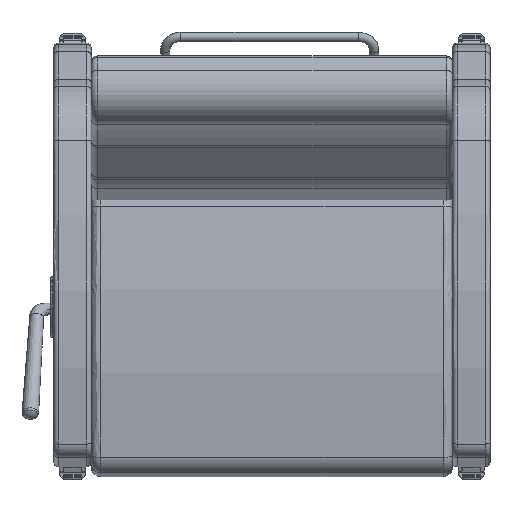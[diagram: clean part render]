
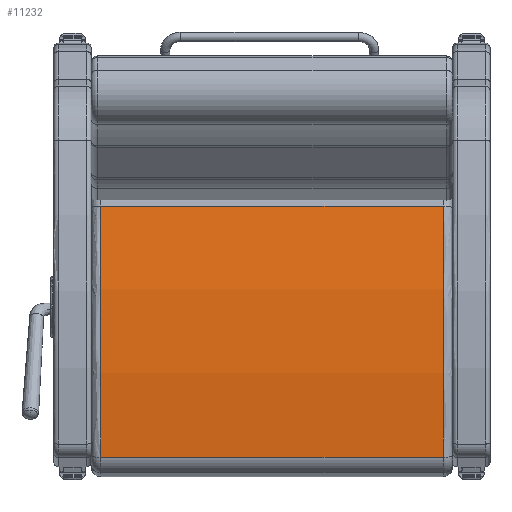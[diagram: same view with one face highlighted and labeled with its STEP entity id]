
A CAD part, front view. The second image highlights one B-rep face of the part: STEP entity #11232.
In plain terms, the highlighted free-form (B-spline) face has degree [1, 2] with [2, 3] control points.
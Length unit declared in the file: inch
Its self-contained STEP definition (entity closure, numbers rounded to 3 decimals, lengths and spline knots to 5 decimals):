
#270=(
BOUNDED_SURFACE()
B_SPLINE_SURFACE(1,2,((#18038,#18039,#18040),(#18041,#18042,#18043)),
 .UNSPECIFIED.,.F.,.F.,.F.)
B_SPLINE_SURFACE_WITH_KNOTS((2,2),(3,3),(-0.22896,0.22896),
(1.36178,1.69928),.UNSPECIFIED.)
GEOMETRIC_REPRESENTATION_ITEM()
RATIONAL_B_SPLINE_SURFACE(((1.,0.986,1.),(1.,0.986,
1.)))
REPRESENTATION_ITEM('')
SURFACE()
);
#487=ELLIPSE('',#12277,60.05357,60.);
#497=ELLIPSE('',#12305,60.05357,60.);
#1117=FACE_OUTER_BOUND('',#1862,.T.);
#1862=EDGE_LOOP('',(#7743,#7744,#7745,#7746));
#2700=LINE('',#18036,#3443);
#2701=LINE('',#18045,#3444);
#3443=VECTOR('',#13997,0.3937);
#3444=VECTOR('',#14000,0.3937);
#4926=VERTEX_POINT('',#17828);
#4927=VERTEX_POINT('',#17829);
#4952=VERTEX_POINT('',#18035);
#4953=VERTEX_POINT('',#18044);
#5990=EDGE_CURVE('',#4926,#4927,#487,.T.);
#6028=EDGE_CURVE('',#4927,#4952,#2700,.T.);
#6030=EDGE_CURVE('',#4926,#4953,#2701,.T.);
#6031=EDGE_CURVE('',#4952,#4953,#497,.T.);
#7743=ORIENTED_EDGE('',*,*,#5990,.F.);
#7744=ORIENTED_EDGE('',*,*,#6030,.T.);
#7745=ORIENTED_EDGE('',*,*,#6031,.F.);
#7746=ORIENTED_EDGE('',*,*,#6028,.F.);
#11232=ADVANCED_FACE('',(#1117),#270,.F.);
#12277=AXIS2_PLACEMENT_3D('',#17830,#13929,#13930);
#12305=AXIS2_PLACEMENT_3D('',#18046,#14001,#14002);
#13929=DIRECTION('center_axis',(0.,0.,-1.));
#13930=DIRECTION('ref_axis',(1.,0.,0.));
#13997=DIRECTION('',(0.,0.,1.));
#14000=DIRECTION('',(0.,0.,1.));
#14001=DIRECTION('center_axis',(0.,0.,1.));
#14002=DIRECTION('ref_axis',(1.,0.,0.));
#17828=CARTESIAN_POINT('',(-10.04459,1.25621,-13.75));
#17829=CARTESIAN_POINT('',(10.1114,0.44486,-13.75));
#17830=CARTESIAN_POINT('Origin',(-2.34979,-58.24922,-13.75));
#18035=CARTESIAN_POINT('',(10.1114,0.44486,13.75));
#18036=CARTESIAN_POINT('',(10.1114,0.44486,0.));
#18038=CARTESIAN_POINT('Ctrl Pts',(10.1114,0.44486,-13.75));
#18039=CARTESIAN_POINT('Ctrl Pts',(0.10258,2.56602,-13.75));
#18040=CARTESIAN_POINT('Ctrl Pts',(-10.04459,1.25621,-13.75));
#18041=CARTESIAN_POINT('Ctrl Pts',(10.1114,0.44486,13.75));
#18042=CARTESIAN_POINT('Ctrl Pts',(0.10258,2.56602,13.75));
#18043=CARTESIAN_POINT('Ctrl Pts',(-10.04459,1.25621,13.75));
#18044=CARTESIAN_POINT('',(-10.04459,1.25621,13.75));
#18045=CARTESIAN_POINT('',(-10.04459,1.25621,0.));
#18046=CARTESIAN_POINT('Origin',(-2.34979,-58.24922,13.75));
